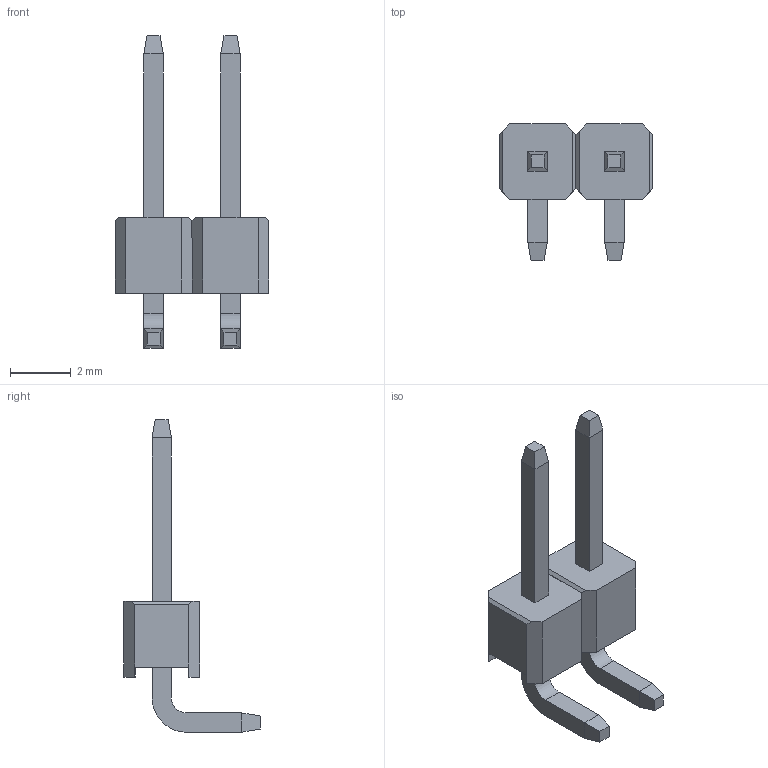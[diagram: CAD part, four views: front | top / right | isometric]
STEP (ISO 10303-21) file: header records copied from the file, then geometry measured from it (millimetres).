
FILE_DESCRIPTION (( 'STEP AP214' ), '1' );
FILE_NAME ('CircuitWorks-HEADER 2_54 HORIZONTAL 2X.STEP', '2018-12-24T03:43:44', ( '' ), ( '' ), 'SwSTEP 2.0', 'SolidWorks 2018', '' );
FILE_SCHEMA (( 'AUTOMOTIVE_DESIGN' ));
Length unit declared in the file: millimetre
Products named in the file (1): CircuitWorks-HEADER 2_54 HORIZONTAL 2X
Bounding box: 5.08 x 4.5 x 10.32 mm (x, y, z)
Volume: 36 mm3; surface area: 116.9 mm2
Topology: 1 solids, 1 shells, 69 faces, 171 edges, 108 vertices
Faces by surface type: plane 65, cylinder 4
Entity records: 2298 total; most frequent: CARTESIAN_POINT 349, ORIENTED_EDGE 342, DIRECTION 319, EDGE_CURVE 171, VECTOR 163, LINE 163, VERTEX_POINT 108, AXIS2_PLACEMENT_3D 78
